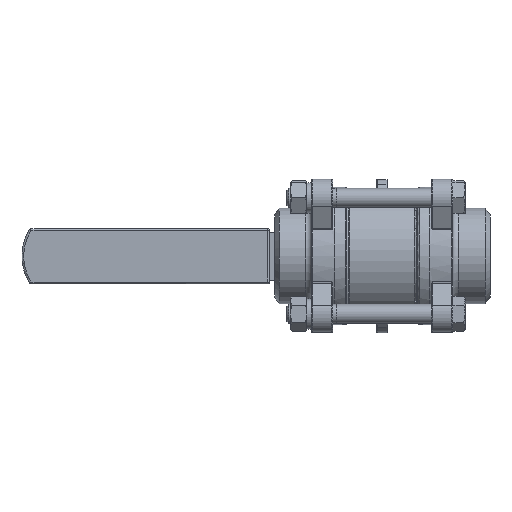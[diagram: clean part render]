
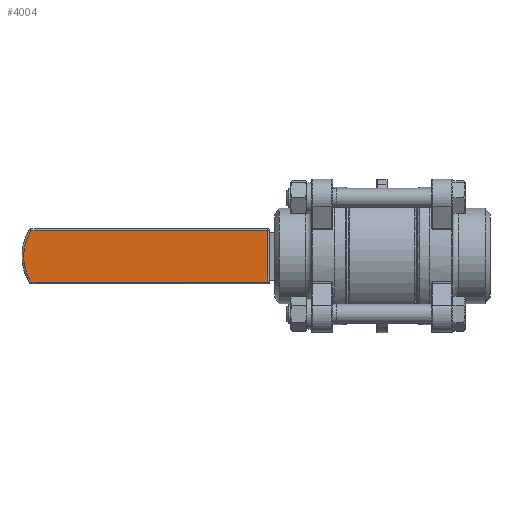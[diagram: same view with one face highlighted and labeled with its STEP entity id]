
A CAD part, top view. The second image highlights one B-rep face of the part: STEP entity #4004.
In plain terms, the highlighted face is planar.
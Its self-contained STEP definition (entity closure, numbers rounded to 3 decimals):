
#4004=ADVANCED_FACE('',(#8032),#8033,.F.);
#8032=FACE_OUTER_BOUND('',#20055,.T.);
#8033=PLANE('',#20056);
#20055=EDGE_LOOP('',(#30635,#30636,#30637,#30638));
#20056=AXIS2_PLACEMENT_3D('',#30639,#30640,#30641);
#30635=ORIENTED_EDGE('',*,*,#37304,.T.);
#30636=ORIENTED_EDGE('',*,*,#37261,.T.);
#30637=ORIENTED_EDGE('',*,*,#37266,.T.);
#30638=ORIENTED_EDGE('',*,*,#37277,.T.);
#30639=CARTESIAN_POINT('',(80.038,-0.414,-6.0));
#30640=DIRECTION('',(0.0,0.0,1.0));
#30641=DIRECTION('',(1.0,0.0,0.0));
#37261=EDGE_CURVE('',#43711,#43709,#43712,.F.);
#37266=EDGE_CURVE('',#43709,#43718,#43720,.F.);
#37277=EDGE_CURVE('',#43718,#43723,#43735,.F.);
#37304=EDGE_CURVE('',#43723,#43711,#43772,.F.);
#43709=VERTEX_POINT('',#54116);
#43711=VERTEX_POINT('',#54118);
#43712=LINE('',#54119,#54120);
#43718=VERTEX_POINT('',#54134);
#43720=LINE('',#54136,#54137);
#43723=VERTEX_POINT('',#54141);
#43735=LINE('',#54154,#54155);
#43772=CIRCLE('',#54208,26.0);
#54116=CARTESIAN_POINT('',(-21.962,-13.914,-6.0));
#54118=CARTESIAN_POINT('',(102.258,-13.914,-6.0));
#54119=CARTESIAN_POINT('',(80.038,-13.914,-6.0));
#54120=VECTOR('',#60828,1.0);
#54134=CARTESIAN_POINT('',(-21.962,13.086,-6.0));
#54136=CARTESIAN_POINT('',(-21.962,-0.414,-6.0));
#54137=VECTOR('',#60833,1.0);
#54141=CARTESIAN_POINT('',(102.258,13.086,-6.0));
#54154=CARTESIAN_POINT('',(80.038,13.086,-6.0));
#54155=VECTOR('',#60851,1.0);
#54208=AXIS2_PLACEMENT_3D('',#60885,#60886,#60887);
#60828=DIRECTION('',(1.0,0.,0.0));
#60833=DIRECTION('',(0.,-1.0,0.0));
#60851=DIRECTION('',(-1.0,0.,0.0));
#60885=CARTESIAN_POINT('',(80.038,-0.414,-6.0));
#60886=DIRECTION('',(0.0,0.0,1.0));
#60887=DIRECTION('',(1.0,0.0,0.0));
